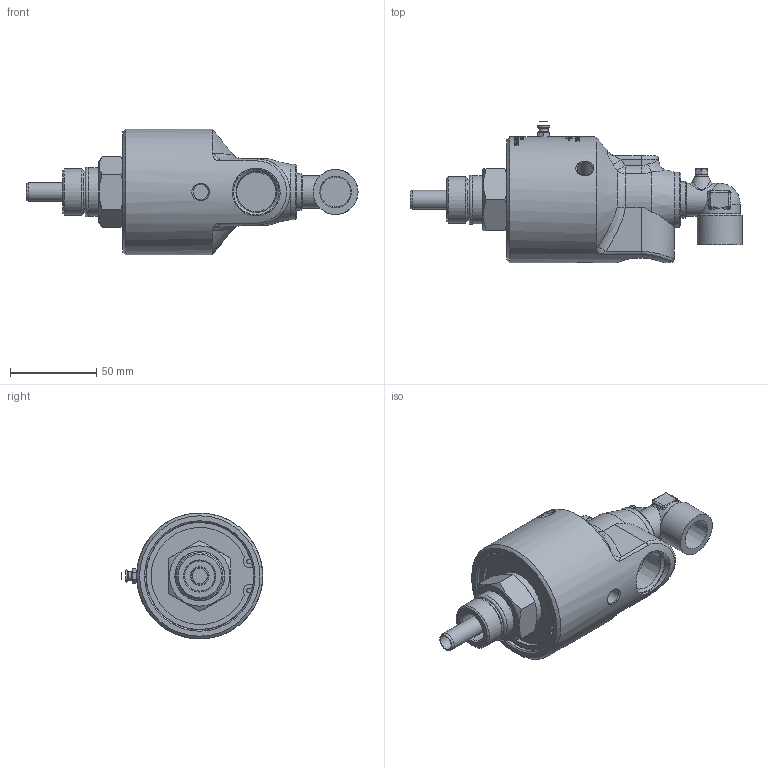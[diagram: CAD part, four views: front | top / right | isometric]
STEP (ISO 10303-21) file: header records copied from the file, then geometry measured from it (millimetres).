
FILE_DESCRIPTION(/* description */ ('','CAx-IF Rec.Pracs.---Representation and Presentation of Product Manufacturing Information (PMI)---4.0---2014-10-13'),/* implementation_level */ '2;1');
FILE_NAME(/* name */ '257-031-048977-IC.stp',/* time_stamp */ '2021-08-13T08:50:12+02:00',/* author */ ('mzerwes'),/* organization */ (''),/* preprocessor_version */ 'ST-DEVELOPER v18.1',/* originating_system */ 'Autodesk Inventor 2022',/* authorisation */ '');
FILE_SCHEMA (('AP242_MANAGED_MODEL_BASED_3D_ENGINEERING_MIM_LF { 1 0 10303 442 1 1 4 }'));
Products named in the file (1): 257-031-048977-IC
Bounding box: 192.5 x 81.98 x 73 mm (x, y, z)
Volume: 333799.2 mm3; surface area: 45888 mm2
Topology: 2 solids, 4 shells, 1077 faces, 2812 edges, 1833 vertices
Faces by surface type: bspline 460, plane 390, cylinder 150, cone 47, torus 17, sphere 13
Full cylindrical faces by diameter (mm): 2.794 x2, 5.25 x1, 5.359 x1, 6.325 x1, 7.2 x1, 8.8 x1, 8.917 x3, 10.8 x1, 17.475 x1, 17.5 x1, 19 x1, 24.6 x1, 26 x1, 26.968 x1, 27.8 x1, 27.993 x1, 32 x1, 35 x1, 62.5 x1, 73 x1
Entity records: 44242 total; most frequent: CARTESIAN_POINT 20195, ORIENTED_EDGE 5606, DIRECTION 3660, EDGE_CURVE 2803, VERTEX_POINT 1833, AXIS2_PLACEMENT_3D 1258, EDGE_LOOP 1184, LINE 1144
